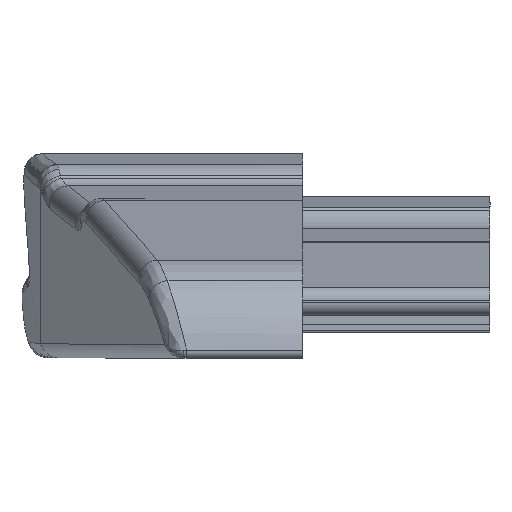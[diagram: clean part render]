
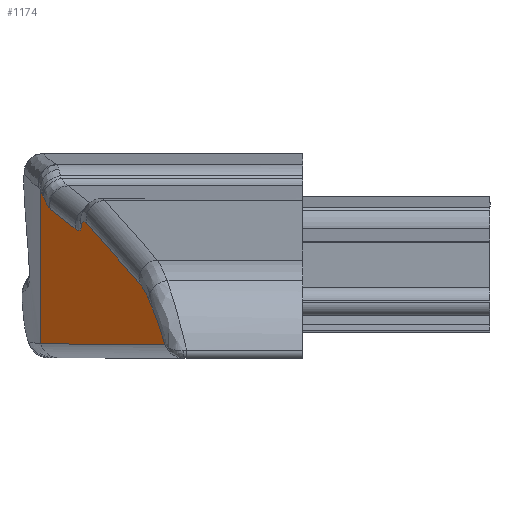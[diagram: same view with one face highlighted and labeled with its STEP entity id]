
A CAD part, left-side view. The second image highlights one B-rep face of the part: STEP entity #1174.
In plain terms, the highlighted planar face has unit normal (-0.126, 0.958, -0.259).
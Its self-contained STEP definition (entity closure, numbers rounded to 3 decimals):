
#16=ELLIPSE('',#1240,2.655,2.542);
#18=ELLIPSE('',#1244,5.221,5.);
#21=ELLIPSE('',#1249,4.855,4.65);
#23=ELLIPSE('',#1254,5.154,4.936);
#25=ELLIPSE('',#1256,4.711,4.512);
#35=ELLIPSE('',#1279,1.412,1.353);
#203=FACE_OUTER_BOUND('',#273,.T.);
#273=EDGE_LOOP('',(#952,#953,#954,#955,#956,#957,#958,#959,#960,#961,#962));
#345=LINE('',#1980,#428);
#347=LINE('',#2101,#430);
#348=LINE('',#2159,#431);
#351=LINE('',#2560,#434);
#352=LINE('',#2562,#435);
#428=VECTOR('',#1456,10.);
#430=VECTOR('',#1474,10.);
#431=VECTOR('',#1487,10.);
#434=VECTOR('',#1536,10.);
#435=VECTOR('',#1539,10.);
#513=VERTEX_POINT('',#1927);
#515=VERTEX_POINT('',#1969);
#516=VERTEX_POINT('',#1971);
#519=VERTEX_POINT('',#1979);
#521=VERTEX_POINT('',#2062);
#523=VERTEX_POINT('',#2091);
#525=VERTEX_POINT('',#2097);
#527=VERTEX_POINT('',#2126);
#529=VERTEX_POINT('',#2158);
#549=VERTEX_POINT('',#2518);
#551=VERTEX_POINT('',#2553);
#647=EDGE_CURVE('',#515,#516,#16,.T.);
#651=EDGE_CURVE('',#516,#519,#345,.T.);
#654=EDGE_CURVE('',#519,#521,#18,.T.);
#659=EDGE_CURVE('',#521,#523,#21,.T.);
#662=EDGE_CURVE('',#523,#525,#347,.T.);
#665=EDGE_CURVE('',#525,#527,#23,.T.);
#667=EDGE_CURVE('',#527,#513,#25,.T.);
#668=EDGE_CURVE('',#513,#529,#348,.T.);
#705=EDGE_CURVE('',#549,#551,#35,.T.);
#707=EDGE_CURVE('',#551,#515,#351,.T.);
#708=EDGE_CURVE('',#529,#549,#352,.T.);
#952=ORIENTED_EDGE('',*,*,#668,.F.);
#953=ORIENTED_EDGE('',*,*,#667,.F.);
#954=ORIENTED_EDGE('',*,*,#665,.F.);
#955=ORIENTED_EDGE('',*,*,#662,.F.);
#956=ORIENTED_EDGE('',*,*,#659,.F.);
#957=ORIENTED_EDGE('',*,*,#654,.F.);
#958=ORIENTED_EDGE('',*,*,#651,.F.);
#959=ORIENTED_EDGE('',*,*,#647,.F.);
#960=ORIENTED_EDGE('',*,*,#707,.F.);
#961=ORIENTED_EDGE('',*,*,#705,.F.);
#962=ORIENTED_EDGE('',*,*,#708,.F.);
#1119=PLANE('',#1281);
#1174=ADVANCED_FACE('',(#203),#1119,.F.);
#1240=AXIS2_PLACEMENT_3D('',#1972,#1447,#1448);
#1244=AXIS2_PLACEMENT_3D('',#2063,#1457,#1458);
#1249=AXIS2_PLACEMENT_3D('',#2095,#1467,#1468);
#1254=AXIS2_PLACEMENT_3D('',#2130,#1479,#1480);
#1256=AXIS2_PLACEMENT_3D('',#2156,#1483,#1484);
#1279=AXIS2_PLACEMENT_3D('',#2557,#1531,#1532);
#1281=AXIS2_PLACEMENT_3D('',#2561,#1537,#1538);
#1447=DIRECTION('center_axis',(-0.125,0.958,-0.259));
#1448=DIRECTION('ref_axis',(-0.418,-0.288,-0.862));
#1456=DIRECTION('',(-0.979,-0.162,-0.126));
#1457=DIRECTION('center_axis',(-0.125,0.958,-0.259));
#1458=DIRECTION('ref_axis',(-0.418,-0.288,-0.862));
#1467=DIRECTION('center_axis',(0.125,-0.958,0.259));
#1468=DIRECTION('ref_axis',(0.418,0.288,0.862));
#1474=DIRECTION('',(-0.962,-0.181,-0.204));
#1479=DIRECTION('center_axis',(0.125,-0.958,0.259));
#1480=DIRECTION('ref_axis',(0.418,0.288,0.862));
#1483=DIRECTION('center_axis',(0.125,-0.958,0.259));
#1484=DIRECTION('ref_axis',(0.418,0.288,0.862));
#1487=DIRECTION('',(0.991,0.13,0.001));
#1531=DIRECTION('center_axis',(0.125,-0.958,0.259));
#1532=DIRECTION('ref_axis',(0.418,0.288,0.862));
#1536=DIRECTION('',(-0.71,-0.269,-0.65));
#1537=DIRECTION('center_axis',(0.125,-0.958,0.259));
#1538=DIRECTION('ref_axis',(0.,-0.261,-0.965));
#1539=DIRECTION('',(-0.9,0.,0.436));
#1927=CARTESIAN_POINT('',(-26.857,104.002,0.742));
#1969=CARTESIAN_POINT('',(6.392,110.486,8.614));
#1971=CARTESIAN_POINT('',(4.999,110.129,7.968));
#1972=CARTESIAN_POINT('Origin',(4.675,110.768,10.49));
#1979=CARTESIAN_POINT('',(-3.332,108.748,6.897));
#1980=CARTESIAN_POINT('',(-1.864,108.991,7.086));
#2062=CARTESIAN_POINT('',(-5.854,108.462,7.064));
#2063=CARTESIAN_POINT('Origin',(-4.274,109.951,11.808));
#2091=CARTESIAN_POINT('',(-8.291,108.18,7.201));
#2095=CARTESIAN_POINT('Origin',(-7.324,107.077,2.652));
#2097=CARTESIAN_POINT('',(-23.28,105.355,4.015));
#2101=CARTESIAN_POINT('',(-11.963,107.488,6.42));
#2126=CARTESIAN_POINT('',(-25.254,104.851,3.107));
#2130=CARTESIAN_POINT('Origin',(-22.254,104.185,-0.813));
#2156=CARTESIAN_POINT('Origin',(-22.512,104.242,-0.477));
#2158=CARTESIAN_POINT('',(23.687,110.636,0.783));
#2159=CARTESIAN_POINT('',(14.383,109.415,0.776));
#2518=CARTESIAN_POINT('',(6.829,110.636,8.957));
#2553=CARTESIAN_POINT('',(6.553,110.547,8.762));
#2557=CARTESIAN_POINT('Origin',(7.466,110.397,7.764));
#2560=CARTESIAN_POINT('',(2.865,109.151,5.385));
#2561=CARTESIAN_POINT('Origin',(1.957,108.723,4.242));
#2562=CARTESIAN_POINT('',(4.736,110.636,9.972));
